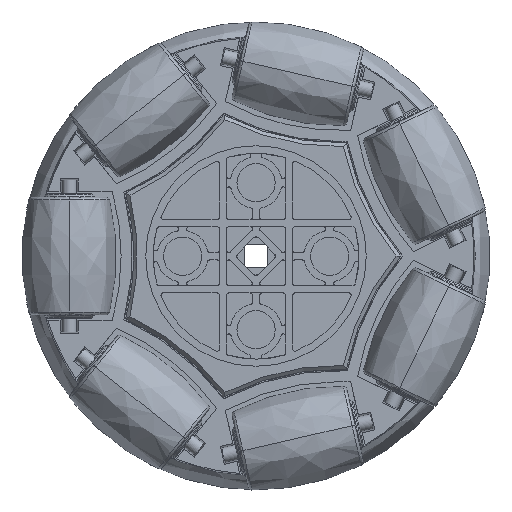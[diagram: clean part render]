
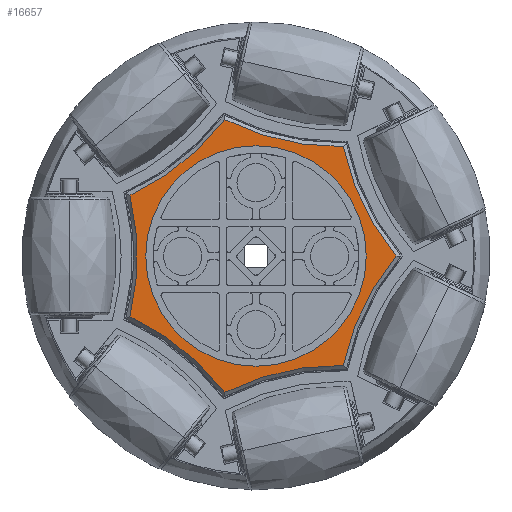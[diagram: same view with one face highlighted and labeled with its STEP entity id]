
A CAD part, front view. The second image highlights one B-rep face of the part: STEP entity #16657.
In plain terms, the highlighted face is planar.
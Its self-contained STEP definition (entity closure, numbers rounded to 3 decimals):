
#19 = EDGE_CURVE ( 'NONE', #17818, #19627, #25375, .T. ) ;
#531 = CARTESIAN_POINT ( 'NONE',  ( -15., 0., 17.45 ) ) ;
#572 = FACE_OUTER_BOUND ( 'NONE', #36377, .T. ) ;
#577 = DIRECTION ( 'NONE',  ( 0., 0., -1. ) ) ;
#942 = DIRECTION ( 'NONE',  ( 0., 0., 1. ) ) ;
#1445 = DIRECTION ( 'NONE',  ( 1., 0., 0. ) ) ;
#1644 = AXIS2_PLACEMENT_3D ( 'NONE', #20195, #9153, #5712 ) ;
#1913 = CARTESIAN_POINT ( 'NONE',  ( 0., 0., 17.45 ) ) ;
#2138 = DIRECTION ( 'NONE',  ( 1., 0., 0. ) ) ;
#3013 = CIRCLE ( 'NONE', #23687, 34.68 ) ;
#3253 = CARTESIAN_POINT ( 'NONE',  ( -45.8, -22.047, 17.45 ) ) ;
#3597 = VERTEX_POINT ( 'NONE', #7367 ) ;
#3900 = ORIENTED_EDGE ( 'NONE', *, *, #20399, .T. ) ;
#3905 = VERTEX_POINT ( 'NONE', #20287 ) ;
#3947 = ORIENTED_EDGE ( 'NONE', *, *, #34757, .T. ) ;
#4787 = CARTESIAN_POINT ( 'NONE',  ( -11.31, 49.556, 17.45 ) ) ;
#4932 = CARTESIAN_POINT ( 'NONE',  ( -11.866, 14.88, 17.45 ) ) ;
#5712 = DIRECTION ( 'NONE',  ( 1., 0., 0. ) ) ;
#6470 = CARTESIAN_POINT ( 'NONE',  ( -11.869, -14.879, 17.45 ) ) ;
#6693 = FACE_BOUND ( 'NONE', #26869, .T. ) ;
#7367 = CARTESIAN_POINT ( 'NONE',  ( -19.031, 0.001, 17.45 ) ) ;
#7747 = DIRECTION ( 'NONE',  ( 1., 0., 0. ) ) ;
#7764 = ORIENTED_EDGE ( 'NONE', *, *, #18831, .T. ) ;
#7875 = CIRCLE ( 'NONE', #31663, 15. ) ;
#8593 = DIRECTION ( 'NONE',  ( 1., 0., 0. ) ) ;
#9153 = DIRECTION ( 'NONE',  ( 0., 0., -1. ) ) ;
#9173 = PLANE ( 'NONE',  #19513 ) ;
#9241 = ORIENTED_EDGE ( 'NONE', *, *, #17153, .T. ) ;
#9245 = ORIENTED_EDGE ( 'NONE', *, *, #15537, .T. ) ;
#10049 = CARTESIAN_POINT ( 'NONE',  ( -45.796, 22.054, 17.45 ) ) ;
#10142 = AXIS2_PLACEMENT_3D ( 'NONE', #3253, #577, #35317 ) ;
#10429 = EDGE_CURVE ( 'NONE', #13766, #26845, #30933, .T. ) ;
#12078 = EDGE_CURVE ( 'NONE', #26845, #17539, #15621, .T. ) ;
#13373 = DIRECTION ( 'NONE',  ( 0., 0., -1. ) ) ;
#13554 = DIRECTION ( 'NONE',  ( 0., 0., -1. ) ) ;
#13766 = VERTEX_POINT ( 'NONE', #6470 ) ;
#15266 = AXIS2_PLACEMENT_3D ( 'NONE', #10049, #21095, #1445 ) ;
#15537 = EDGE_CURVE ( 'NONE', #24599, #35629, #3013, .T. ) ;
#15543 = EDGE_CURVE ( 'NONE', #19627, #17818, #7875, .T. ) ;
#15621 = CIRCLE ( 'NONE', #24746, 34.68 ) ;
#16484 = AXIS2_PLACEMENT_3D ( 'NONE', #25083, #16500, #7747 ) ;
#16500 = DIRECTION ( 'NONE',  ( 0., 0., -1. ) ) ;
#16657 = ADVANCED_FACE ( 'NONE', ( #572, #6693 ), #9173, .T. ) ;
#17153 = EDGE_CURVE ( 'NONE', #3905, #24599, #29316, .T. ) ;
#17539 = VERTEX_POINT ( 'NONE', #34746 ) ;
#17818 = VERTEX_POINT ( 'NONE', #24957 ) ;
#18040 = ORIENTED_EDGE ( 'NONE', *, *, #10429, .T. ) ;
#18646 = CARTESIAN_POINT ( 'NONE',  ( 4.233, -18.556, 17.45 ) ) ;
#18831 = EDGE_CURVE ( 'NONE', #17539, #3905, #28917, .T. ) ;
#18914 = DIRECTION ( 'NONE',  ( 1., 0., 0. ) ) ;
#19170 = DIRECTION ( 'NONE',  ( 1., 0., 0. ) ) ;
#19362 = DIRECTION ( 'NONE',  ( 0., 0., -1. ) ) ;
#19513 = AXIS2_PLACEMENT_3D ( 'NONE', #32273, #942, #20968 ) ;
#19627 = VERTEX_POINT ( 'NONE', #531 ) ;
#19749 = AXIS2_PLACEMENT_3D ( 'NONE', #37257, #25228, #2138 ) ;
#20195 = CARTESIAN_POINT ( 'NONE',  ( 0., 0., 17.45 ) ) ;
#20287 = CARTESIAN_POINT ( 'NONE',  ( 17.148, 8.257, 17.45 ) ) ;
#20399 = EDGE_CURVE ( 'NONE', #3597, #13766, #35119, .T. ) ;
#20956 = DIRECTION ( 'NONE',  ( 0., 0., -1. ) ) ;
#20968 = DIRECTION ( 'NONE',  ( 1., 0., 0. ) ) ;
#21095 = DIRECTION ( 'NONE',  ( 0., 0., -1. ) ) ;
#23148 = ORIENTED_EDGE ( 'NONE', *, *, #19, .T. ) ;
#23687 = AXIS2_PLACEMENT_3D ( 'NONE', #4787, #13373, #24802 ) ;
#24176 = CARTESIAN_POINT ( 'NONE',  ( 4.236, 18.555, 17.45 ) ) ;
#24599 = VERTEX_POINT ( 'NONE', #24176 ) ;
#24746 = AXIS2_PLACEMENT_3D ( 'NONE', #25078, #19362, #19170 ) ;
#24802 = DIRECTION ( 'NONE',  ( 1., 0., 0. ) ) ;
#24957 = CARTESIAN_POINT ( 'NONE',  ( 15., 0., 17.45 ) ) ;
#25078 = CARTESIAN_POINT ( 'NONE',  ( 31.688, -39.744, 17.45 ) ) ;
#25083 = CARTESIAN_POINT ( 'NONE',  ( 31.694, 39.739, 17.45 ) ) ;
#25228 = DIRECTION ( 'NONE',  ( 0., 0., -1. ) ) ;
#25375 = CIRCLE ( 'NONE', #1644, 15. ) ;
#25611 = CIRCLE ( 'NONE', #15266, 34.68 ) ;
#25922 = CARTESIAN_POINT ( 'NONE',  ( -11.317, -49.554, 17.45 ) ) ;
#26845 = VERTEX_POINT ( 'NONE', #18646 ) ;
#26869 = EDGE_LOOP ( 'NONE', ( #23148, #33521 ) ) ;
#27045 = ORIENTED_EDGE ( 'NONE', *, *, #12078, .T. ) ;
#28917 = CIRCLE ( 'NONE', #19749, 34.68 ) ;
#29316 = CIRCLE ( 'NONE', #16484, 34.68 ) ;
#30933 = CIRCLE ( 'NONE', #35841, 34.68 ) ;
#31663 = AXIS2_PLACEMENT_3D ( 'NONE', #1913, #13554, #18914 ) ;
#32273 = CARTESIAN_POINT ( 'NONE',  ( 41.262, 19.868, 17.45 ) ) ;
#33521 = ORIENTED_EDGE ( 'NONE', *, *, #15543, .T. ) ;
#34746 = CARTESIAN_POINT ( 'NONE',  ( 17.147, -8.259, 17.45 ) ) ;
#34757 = EDGE_CURVE ( 'NONE', #35629, #3597, #25611, .T. ) ;
#35119 = CIRCLE ( 'NONE', #10142, 34.68 ) ;
#35317 = DIRECTION ( 'NONE',  ( 1., 0., 0. ) ) ;
#35629 = VERTEX_POINT ( 'NONE', #4932 ) ;
#35841 = AXIS2_PLACEMENT_3D ( 'NONE', #25922, #20956, #8593 ) ;
#36377 = EDGE_LOOP ( 'NONE', ( #7764, #9241, #9245, #3947, #3900, #18040, #27045 ) ) ;
#37257 = CARTESIAN_POINT ( 'NONE',  ( 50.83, -0.004, 17.45 ) ) ;
